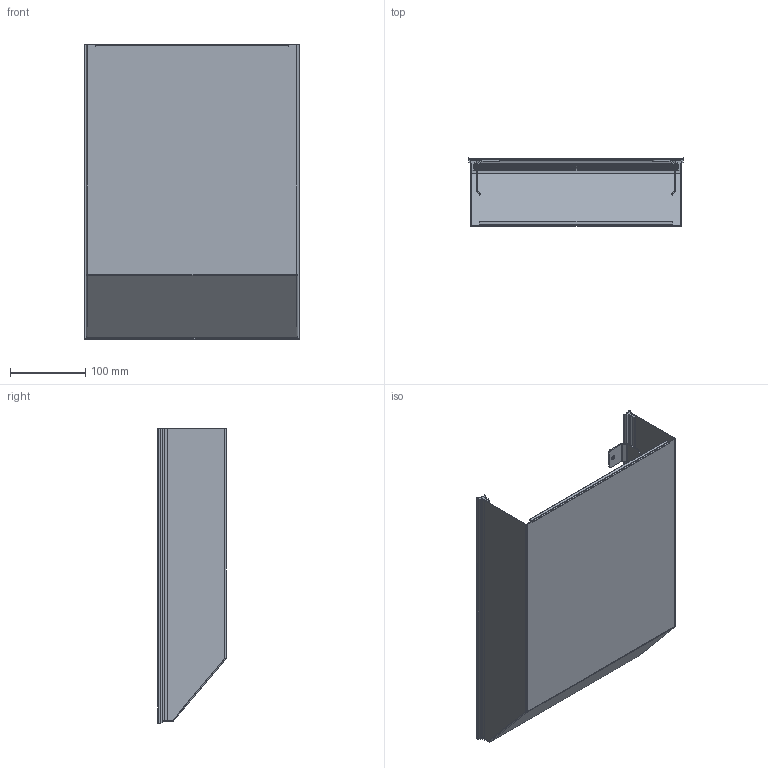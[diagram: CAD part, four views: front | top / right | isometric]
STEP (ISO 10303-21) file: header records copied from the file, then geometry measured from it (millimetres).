
FILE_DESCRIPTION (( 'STEP AP203' ), '1' );
FILE_NAME ('45397.STEP', '2022-08-17T19:15:41', ( '' ), ( '' ), 'SwSTEP 2.0', 'SolidWorks 2021', '' );
FILE_SCHEMA (( 'CONFIG_CONTROL_DESIGN' ));
Length unit declared in the file: inch
Products named in the file (1): 45397
Bounding box: 287.4 x 90.56 x 392.7 mm (x, y, z)
Volume: 267470.3 mm3; surface area: 498587.9 mm2
Topology: 4 solids, 4 shells, 309 faces, 833 edges, 524 vertices
Faces by surface type: cylinder 162, plane 139, sphere 8
Full cylindrical faces by diameter (mm): 5.5 x4
Entity records: 10156 total; most frequent: CARTESIAN_POINT 2438, ORIENTED_EDGE 1642, DIRECTION 1545, EDGE_CURVE 821, VERTEX_POINT 524, AXIS2_PLACEMENT_3D 522, LINE 501, VECTOR 501
